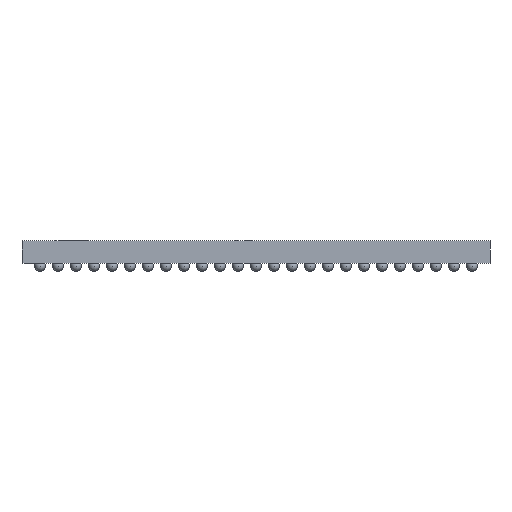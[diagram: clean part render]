
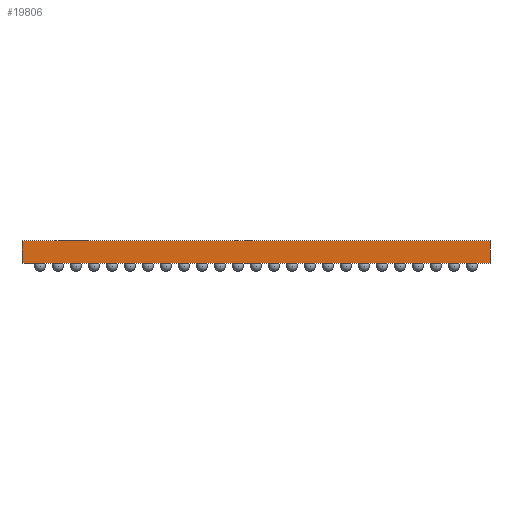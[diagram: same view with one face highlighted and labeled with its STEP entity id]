
A CAD part, left-side view. The second image highlights one B-rep face of the part: STEP entity #19806.
In plain terms, the highlighted planar face has unit normal (-1, 0, 0).
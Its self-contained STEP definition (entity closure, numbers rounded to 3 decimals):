
#1091 = LINE ( 'NONE', #16006, #15497 ) ;
#2835 = CARTESIAN_POINT ( 'NONE',  ( -6.5, -6.5, 0. ) ) ;
#5069 = ORIENTED_EDGE ( 'NONE', *, *, #25896, .T. ) ;
#5683 = CARTESIAN_POINT ( 'NONE',  ( -6.5, -6.5, 0.62 ) ) ;
#6844 = VERTEX_POINT ( 'NONE', #9988 ) ;
#7197 = CARTESIAN_POINT ( 'NONE',  ( -6.5, -6.5, 0.62 ) ) ;
#8165 = ORIENTED_EDGE ( 'NONE', *, *, #45207, .F. ) ;
#8940 = VECTOR ( 'NONE', #14315, 1000. ) ;
#9988 = CARTESIAN_POINT ( 'NONE',  ( -6.5, 6.5, 0.62 ) ) ;
#10632 = VERTEX_POINT ( 'NONE', #32157 ) ;
#13168 = ORIENTED_EDGE ( 'NONE', *, *, #20249, .F. ) ;
#14315 = DIRECTION ( 'NONE',  ( 0., -1., 0. ) ) ;
#15035 = VECTOR ( 'NONE', #38857, 1000. ) ;
#15433 = VECTOR ( 'NONE', #22393, 1000. ) ;
#15497 = VECTOR ( 'NONE', #46735, 1000. ) ;
#16006 = CARTESIAN_POINT ( 'NONE',  ( -6.5, 6.5, 0.62 ) ) ;
#16704 = CARTESIAN_POINT ( 'NONE',  ( -6.5, -6.5, 0.62 ) ) ;
#16931 = LINE ( 'NONE', #16704, #15035 ) ;
#19806 = ADVANCED_FACE ( 'NONE', ( #36582 ), #47916, .F. ) ;
#20249 = EDGE_CURVE ( 'NONE', #6844, #29097, #36891, .T. ) ;
#21930 = VERTEX_POINT ( 'NONE', #45522 ) ;
#22393 = DIRECTION ( 'NONE',  ( 0., -1., 0. ) ) ;
#23062 = DIRECTION ( 'NONE',  ( 0., 0., -1. ) ) ;
#24121 = AXIS2_PLACEMENT_3D ( 'NONE', #42258, #37829, #23062 ) ;
#25896 = EDGE_CURVE ( 'NONE', #21930, #10632, #43360, .T. ) ;
#29097 = VERTEX_POINT ( 'NONE', #5683 ) ;
#32157 = CARTESIAN_POINT ( 'NONE',  ( -6.5, -6.5, 0. ) ) ;
#36582 = FACE_OUTER_BOUND ( 'NONE', #39809, .T. ) ;
#36891 = LINE ( 'NONE', #7197, #15433 ) ;
#37829 = DIRECTION ( 'NONE',  ( 1., 0., 0. ) ) ;
#38857 = DIRECTION ( 'NONE',  ( 0., 0., -1. ) ) ;
#39809 = EDGE_LOOP ( 'NONE', ( #5069, #8165, #13168, #46158 ) ) ;
#42258 = CARTESIAN_POINT ( 'NONE',  ( -6.5, -6.5, 0.62 ) ) ;
#42369 = EDGE_CURVE ( 'NONE', #6844, #21930, #1091, .T. ) ;
#43360 = LINE ( 'NONE', #2835, #8940 ) ;
#45207 = EDGE_CURVE ( 'NONE', #29097, #10632, #16931, .T. ) ;
#45522 = CARTESIAN_POINT ( 'NONE',  ( -6.5, 6.5, 0. ) ) ;
#46158 = ORIENTED_EDGE ( 'NONE', *, *, #42369, .T. ) ;
#46735 = DIRECTION ( 'NONE',  ( 0., 0., -1. ) ) ;
#47916 = PLANE ( 'NONE',  #24121 ) ;
